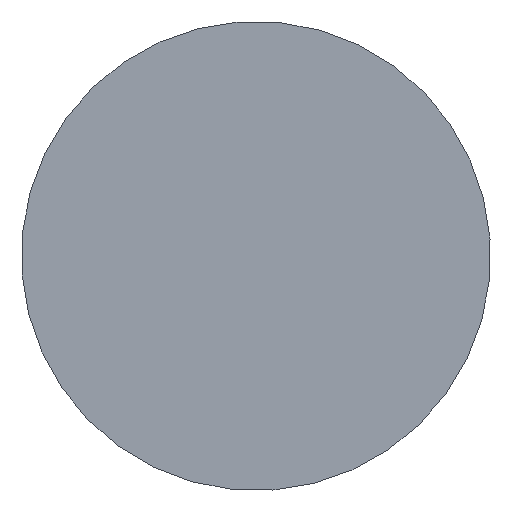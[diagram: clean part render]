
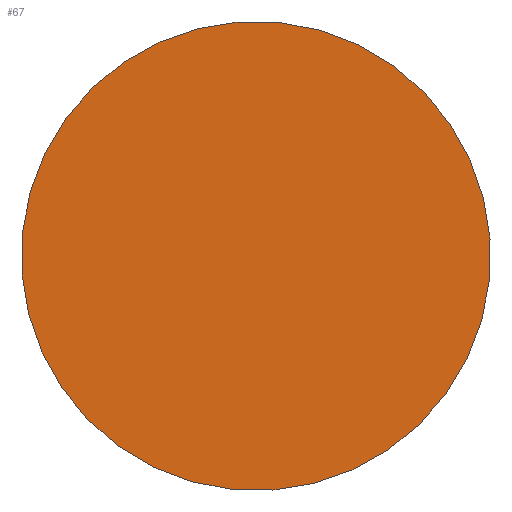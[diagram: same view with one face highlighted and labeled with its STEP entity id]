
A CAD part, front view. The second image highlights one B-rep face of the part: STEP entity #67.
In plain terms, the highlighted planar face has unit normal (0, -1, 0).
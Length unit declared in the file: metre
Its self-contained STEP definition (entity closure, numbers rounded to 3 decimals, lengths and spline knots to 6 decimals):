
#67 = ADVANCED_FACE( '', ( #132 ), #133, .T. );
#132 = FACE_OUTER_BOUND( '', #1654, .T. );
#133 = PLANE( '', #1655 );
#1654 = EDGE_LOOP( '', ( #1758 ) );
#1655 = AXIS2_PLACEMENT_3D( '', #1759, #1760, #1761 );
#1758 = ORIENTED_EDGE( '', *, *, #1778, .T. );
#1759 = CARTESIAN_POINT( '', ( 0.0375, -0.018, -0.0375 ) );
#1760 = DIRECTION( '', ( 0., -1., 0. ) );
#1761 = DIRECTION( '', ( 1., 0., 0. ) );
#1778 = EDGE_CURVE( '', #1830, #1830, #1831, .T. );
#1830 = VERTEX_POINT( '', #2254 );
#1831 = CIRCLE( '', #2255, 0.022 );
#2254 = CARTESIAN_POINT( '', ( 0.053286, -0.018, -0.022176 ) );
#2255 = AXIS2_PLACEMENT_3D( '', #2887, #2888, #2889 );
#2887 = CARTESIAN_POINT( '', ( 0.0375, -0.018, -0.0375 ) );
#2888 = DIRECTION( '', ( 0., -1., 0. ) );
#2889 = DIRECTION( '', ( 0.718, 0., 0.697 ) );
